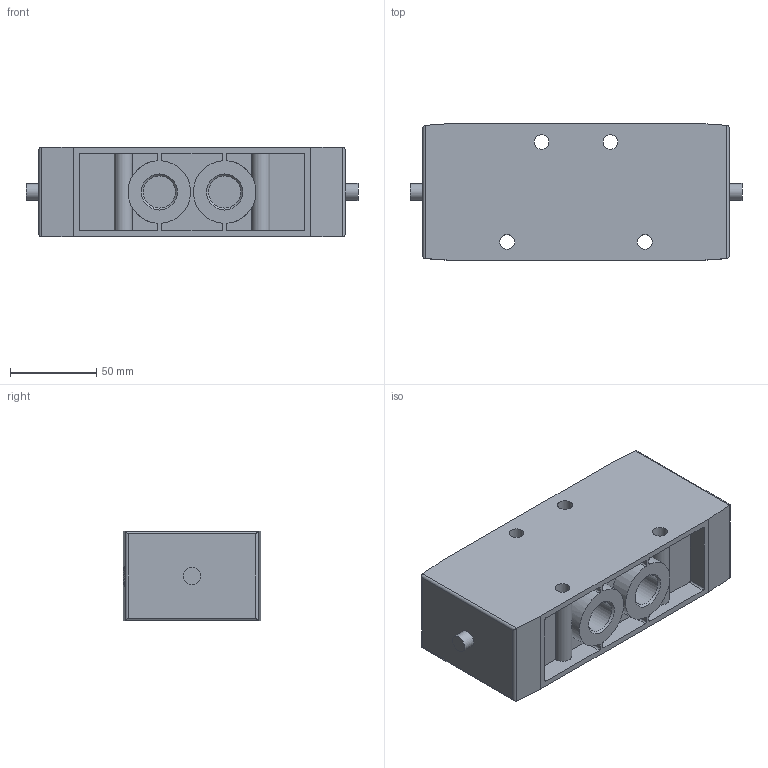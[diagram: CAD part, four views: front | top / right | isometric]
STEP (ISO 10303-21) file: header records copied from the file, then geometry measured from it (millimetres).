
FILE_DESCRIPTION(/* description */ ('STEP AP214'),/* implementation_level */ '2;1');
FILE_NAME(/* name */ '10165_JH-5-1_2',/* time_stamp */ '2024-08-29T14:23:23+02:00',/* author */ ('License CC BY-ND 4.0'),/* organization */ ('CADENAS'),/* preprocessor_version */ 'ST-DEVELOPER v19.3',/* originating_system */ 'PARTsolutions',/* authorisation */ ' ');
FILE_SCHEMA (('AUTOMOTIVE_DESIGN {1 0 10303 214 3 1 1}'));
Length unit declared in the file: millimetre
Products named in the file (1): 10165 JH-5-1/2
Bounding box: 193 x 80 x 52 mm (x, y, z)
Volume: 617464.5 mm3; surface area: 84124.7 mm2
Topology: 1 solids, 1 shells, 119 faces, 312 edges, 208 vertices
Faces by surface type: cylinder 58, plane 54, cone 7
Full cylindrical faces by diameter (mm): 8.6 x4, 9.9 x2, 11.445 x2, 18.631 x5, 36.4 x2
Entity records: 3722 total; most frequent: CARTESIAN_POINT 738, DIRECTION 646, ORIENTED_EDGE 570, EDGE_CURVE 285, AXIS2_PLACEMENT_3D 249, VERTEX_POINT 201, EDGE_LOOP 164, FACE_BOUND 164
